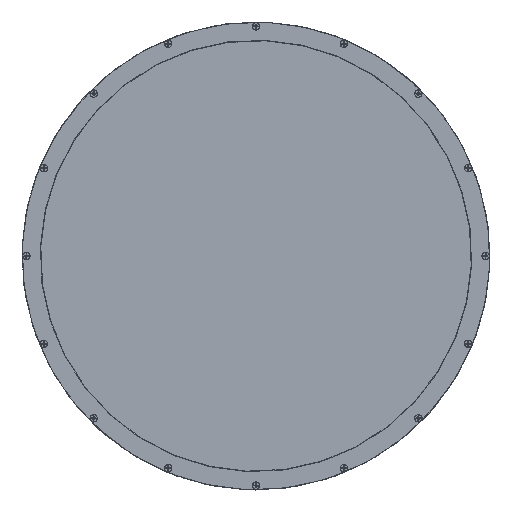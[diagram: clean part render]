
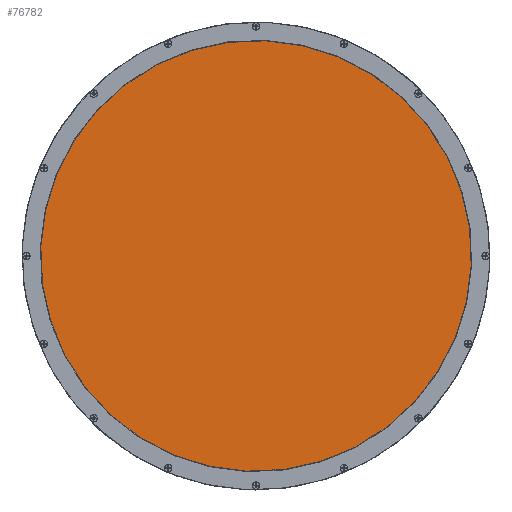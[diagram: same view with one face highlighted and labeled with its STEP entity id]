
A CAD part, top view. The second image highlights one B-rep face of the part: STEP entity #76782.
In plain terms, the highlighted planar face has unit normal (0, 0, 1).
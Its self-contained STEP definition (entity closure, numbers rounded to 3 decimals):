
#3277 = ORIENTED_EDGE ( 'NONE', *, *, #7665, .F. ) ;
#5607 = CIRCLE ( 'NONE', #73817, 5.145 ) ;
#7044 = CARTESIAN_POINT ( 'NONE',  ( 0., 0., 2.917 ) ) ;
#7665 = EDGE_CURVE ( 'NONE', #79323, #66766, #30325, .T. ) ;
#8949 = AXIS2_PLACEMENT_3D ( 'NONE', #24745, #36896, #49475 ) ;
#9171 = ORIENTED_EDGE ( 'NONE', *, *, #74817, .F. ) ;
#12526 = DIRECTION ( 'NONE',  ( 1., 0., 0. ) ) ;
#23487 = EDGE_LOOP ( 'NONE', ( #3277, #9171 ) ) ;
#23514 = DIRECTION ( 'NONE',  ( 1., 0., 0. ) ) ;
#24745 = CARTESIAN_POINT ( 'NONE',  ( 0., 0., 2.917 ) ) ;
#29047 = CARTESIAN_POINT ( 'NONE',  ( 5.145, 0., 2.917 ) ) ;
#30325 = CIRCLE ( 'NONE', #8949, 5.145 ) ;
#32587 = PLANE ( 'NONE',  #47243 ) ;
#36896 = DIRECTION ( 'NONE',  ( 0., 0., -1. ) ) ;
#39282 = DIRECTION ( 'NONE',  ( 0., 0., -1. ) ) ;
#47243 = AXIS2_PLACEMENT_3D ( 'NONE', #7044, #39282, #12526 ) ;
#49070 = DIRECTION ( 'NONE',  ( 0., 0., -1. ) ) ;
#49475 = DIRECTION ( 'NONE',  ( 1., 0., 0. ) ) ;
#64440 = FACE_OUTER_BOUND ( 'NONE', #23487, .T. ) ;
#66766 = VERTEX_POINT ( 'NONE', #29047 ) ;
#67953 = CARTESIAN_POINT ( 'NONE',  ( 0., 0., 2.917 ) ) ;
#73817 = AXIS2_PLACEMENT_3D ( 'NONE', #67953, #49070, #23514 ) ;
#74817 = EDGE_CURVE ( 'NONE', #66766, #79323, #5607, .T. ) ;
#76782 = ADVANCED_FACE ( 'NONE', ( #64440 ), #32587, .F. ) ;
#77338 = CARTESIAN_POINT ( 'NONE',  ( -5.145, 0., 2.917 ) ) ;
#79323 = VERTEX_POINT ( 'NONE', #77338 ) ;
